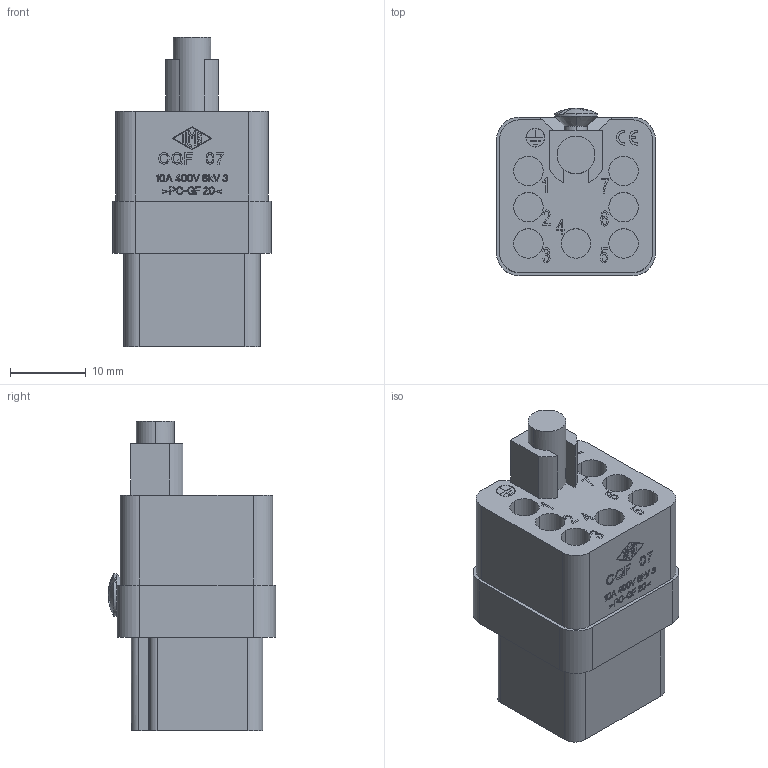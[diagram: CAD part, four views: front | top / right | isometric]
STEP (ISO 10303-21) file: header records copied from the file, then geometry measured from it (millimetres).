
FILE_DESCRIPTION(('Creo Elements/Direct Modeling STEP Export'),'2;1');
FILE_NAME('0ln7tug41jk9lc13344','2016-03-07T 8:38:43',(''),(''),'PTC Creo Elements/Direct Modeling STEP processor for AP214 (Solid Model)','PTC Creo Elements/Direct Modeling 19.0B 21-Mar-2015 (C) Parametric Technology GmbH','');
FILE_SCHEMA(('AUTOMOTIVE_DESIGN { 1 0 10303 214 1 1 1 1 }'));
Length unit declared in the file: millimetre
Products named in the file (2): CQF_07
Assembly tree (1 placements, depth 2):
  CQF_07
    CQF_07
Bounding box: 21 x 22.17 x 41 mm (x, y, z)
Volume: 9873.7 mm3; surface area: 4849.9 mm2
Topology: 1 solids, 1 shells, 201 faces, 1786 edges, 1676 vertices
Faces by surface type: plane 139, cylinder 58, sphere 2, cone 2
Entity records: 18810 total; most frequent: ORIENTED_EDGE 3572, CARTESIAN_POINT 3536, DIRECTION 2096, EDGE_CURVE 1786, VERTEX_POINT 1676, VECTOR 1624, LINE 1624, EDGE_LOOP 290
